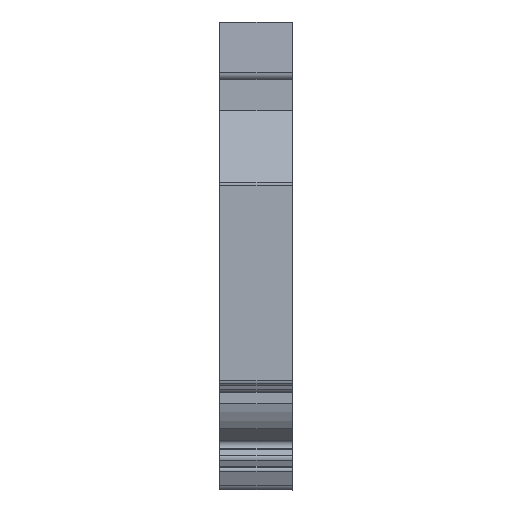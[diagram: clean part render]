
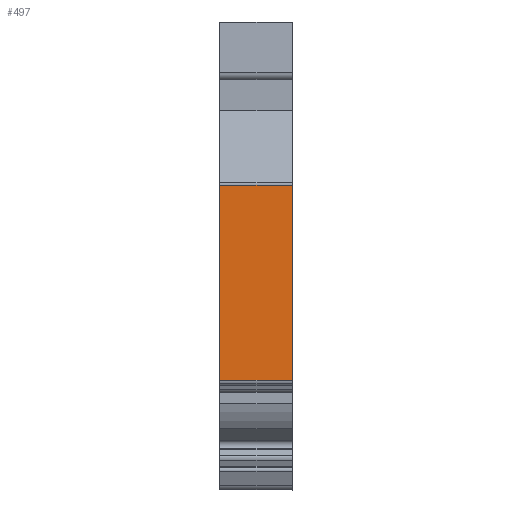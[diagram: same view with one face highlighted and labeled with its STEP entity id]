
A CAD part, left-side view. The second image highlights one B-rep face of the part: STEP entity #497.
In plain terms, the highlighted planar face has unit normal (-1, 0, 0).
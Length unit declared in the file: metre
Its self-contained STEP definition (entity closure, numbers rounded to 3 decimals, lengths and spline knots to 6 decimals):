
#497 = ADVANCED_FACE( 'NONE', ( #1024 ), #1025, .F. );
#1024 = FACE_OUTER_BOUND( '', #1569, .T. );
#1025 = PLANE( '', #1570 );
#1569 = EDGE_LOOP( '', ( #3092, #3093, #3094, #3095 ) );
#1570 = AXIS2_PLACEMENT_3D( '', #3096, #3097, #3098 );
#3092 = ORIENTED_EDGE( '', *, *, #3884, .T. );
#3093 = ORIENTED_EDGE( '', *, *, #3833, .F. );
#3094 = ORIENTED_EDGE( '', *, *, #3550, .F. );
#3095 = ORIENTED_EDGE( '', *, *, #3661, .T. );
#3096 = CARTESIAN_POINT( '', ( 0.00005, 0.0025, -0.024796 ) );
#3097 = DIRECTION( '', ( 1., 0., 0. ) );
#3098 = DIRECTION( '', ( 0., 1., 0. ) );
#3550 = EDGE_CURVE( 'NONE', #4382, #4384, #4385, .F. );
#3661 = EDGE_CURVE( 'NONE', #4382, #4554, #4556, .T. );
#3833 = EDGE_CURVE( 'NONE', #4384, #4782, #4784, .T. );
#3884 = EDGE_CURVE( 'NONE', #4554, #4782, #4846, .T. );
#4382 = VERTEX_POINT( 'NONE', #5692 );
#4384 = VERTEX_POINT( 'NONE', #5694 );
#4385 = LINE( '', #5695, #5696 );
#4554 = VERTEX_POINT( 'NONE', #5979 );
#4556 = LINE( '', #5981, #5982 );
#4782 = VERTEX_POINT( 'NONE', #6317 );
#4784 = LINE( '', #6319, #6320 );
#4846 = LINE( '', #6455, #6456 );
#5692 = CARTESIAN_POINT( '', ( 0.00005, 0.0025, -0.024796 ) );
#5694 = CARTESIAN_POINT( '', ( 0.00005, 0.0025, -0.011311 ) );
#5695 = CARTESIAN_POINT( '', ( 0.00005, 0.0025, -0.0319 ) );
#5696 = VECTOR( '', #6854, 1. );
#5979 = CARTESIAN_POINT( '', ( 0.00005, -0.0025, -0.024796 ) );
#5981 = CARTESIAN_POINT( '', ( 0.00005, 0.0025, -0.024796 ) );
#5982 = VECTOR( '', #7004, 1. );
#6317 = CARTESIAN_POINT( '', ( 0.00005, -0.0025, -0.011311 ) );
#6319 = CARTESIAN_POINT( '', ( 0.00005, 0.0025, -0.011311 ) );
#6320 = VECTOR( '', #7146, 1. );
#6455 = CARTESIAN_POINT( '', ( 0.00005, -0.0025, -0.024796 ) );
#6456 = VECTOR( '', #7210, 1. );
#6854 = DIRECTION( '', ( 0., 0., -1. ) );
#7004 = DIRECTION( '', ( 0., -1., 0. ) );
#7146 = DIRECTION( '', ( 0., -1., 0. ) );
#7210 = DIRECTION( '', ( 0., 0., 1. ) );
